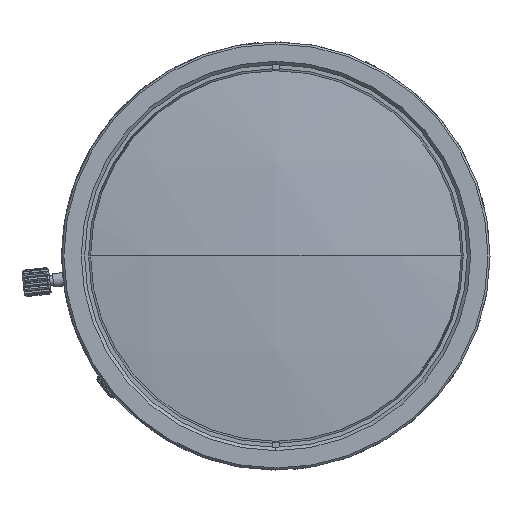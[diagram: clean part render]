
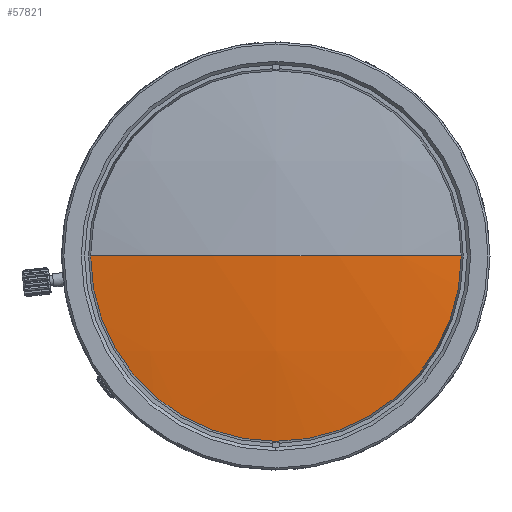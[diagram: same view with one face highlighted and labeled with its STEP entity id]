
A CAD part, left-side view. The second image highlights one B-rep face of the part: STEP entity #57821.
In plain terms, the highlighted spherical face has radius 203.37 mm.
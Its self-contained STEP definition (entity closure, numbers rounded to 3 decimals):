
#206 = DIRECTION ( 'NONE',  ( 0., 0., 1. ) ) ;
#3445 = VERTEX_POINT ( 'NONE', #59613 ) ;
#3881 = CARTESIAN_POINT ( 'NONE',  ( 206.37, 0., 0. ) ) ;
#5291 = DIRECTION ( 'NONE',  ( 0., 0., 1. ) ) ;
#11769 = CARTESIAN_POINT ( 'NONE',  ( 4.972, 0., 0. ) ) ;
#12717 = DIRECTION ( 'NONE',  ( 0., 0., -1. ) ) ;
#17792 = EDGE_LOOP ( 'NONE', ( #27335, #38004, #43249, #31482 ) ) ;
#19590 = AXIS2_PLACEMENT_3D ( 'NONE', #11769, #38005, #5291 ) ;
#20919 = CARTESIAN_POINT ( 'NONE',  ( 4.972, 28.25, 0. ) ) ;
#23860 = EDGE_CURVE ( 'NONE', #56025, #47568, #45681, .T. ) ;
#26449 = CARTESIAN_POINT ( 'NONE',  ( 206.37, 0., 0. ) ) ;
#27335 = ORIENTED_EDGE ( 'NONE', *, *, #23860, .T. ) ;
#31482 = ORIENTED_EDGE ( 'NONE', *, *, #84612, .F. ) ;
#38004 = ORIENTED_EDGE ( 'NONE', *, *, #38441, .T. ) ;
#38005 = DIRECTION ( 'NONE',  ( -1., 0., 0. ) ) ;
#38441 = EDGE_CURVE ( 'NONE', #47568, #54805, #59689, .T. ) ;
#39385 = DIRECTION ( 'NONE',  ( 0., 1., 0. ) ) ;
#43249 = ORIENTED_EDGE ( 'NONE', *, *, #67742, .T. ) ;
#44520 = CARTESIAN_POINT ( 'NONE',  ( 4.972, 0., -28.25 ) ) ;
#45681 = CIRCLE ( 'NONE', #19590, 28.25 ) ;
#46038 = DIRECTION ( 'NONE',  ( 1., 0., 0. ) ) ;
#47093 = CARTESIAN_POINT ( 'NONE',  ( 4.972, 0., 0. ) ) ;
#47568 = VERTEX_POINT ( 'NONE', #44520 ) ;
#50386 = CARTESIAN_POINT ( 'NONE',  ( 206.37, 0., 0. ) ) ;
#54148 = AXIS2_PLACEMENT_3D ( 'NONE', #47093, #67337, #206 ) ;
#54688 = DIRECTION ( 'NONE',  ( 0., 1., 0. ) ) ;
#54805 = VERTEX_POINT ( 'NONE', #80409 ) ;
#56025 = VERTEX_POINT ( 'NONE', #20919 ) ;
#57012 = CIRCLE ( 'NONE', #80389, 203.37 ) ;
#57821 = ADVANCED_FACE ( 'NONE', ( #68044 ), #75772, .T. ) ;
#58955 = DIRECTION ( 'NONE',  ( 0., 0., 1. ) ) ;
#59613 = CARTESIAN_POINT ( 'NONE',  ( 3., 0., 0. ) ) ;
#59689 = CIRCLE ( 'NONE', #54148, 28.25 ) ;
#63290 = DIRECTION ( 'NONE',  ( 0., 0., -1. ) ) ;
#63831 = AXIS2_PLACEMENT_3D ( 'NONE', #3881, #63290, #54688 ) ;
#64414 = CIRCLE ( 'NONE', #73983, 203.37 ) ;
#67337 = DIRECTION ( 'NONE',  ( -1., 0., 0. ) ) ;
#67742 = EDGE_CURVE ( 'NONE', #54805, #3445, #64414, .T. ) ;
#68044 = FACE_OUTER_BOUND ( 'NONE', #17792, .T. ) ;
#73983 = AXIS2_PLACEMENT_3D ( 'NONE', #26449, #12717, #39385 ) ;
#75772 = SPHERICAL_SURFACE ( 'NONE', #63831, 203.37 ) ;
#80389 = AXIS2_PLACEMENT_3D ( 'NONE', #50386, #58955, #46038 ) ;
#80409 = CARTESIAN_POINT ( 'NONE',  ( 4.972, -28.25, 0. ) ) ;
#84612 = EDGE_CURVE ( 'NONE', #56025, #3445, #57012, .T. ) ;
